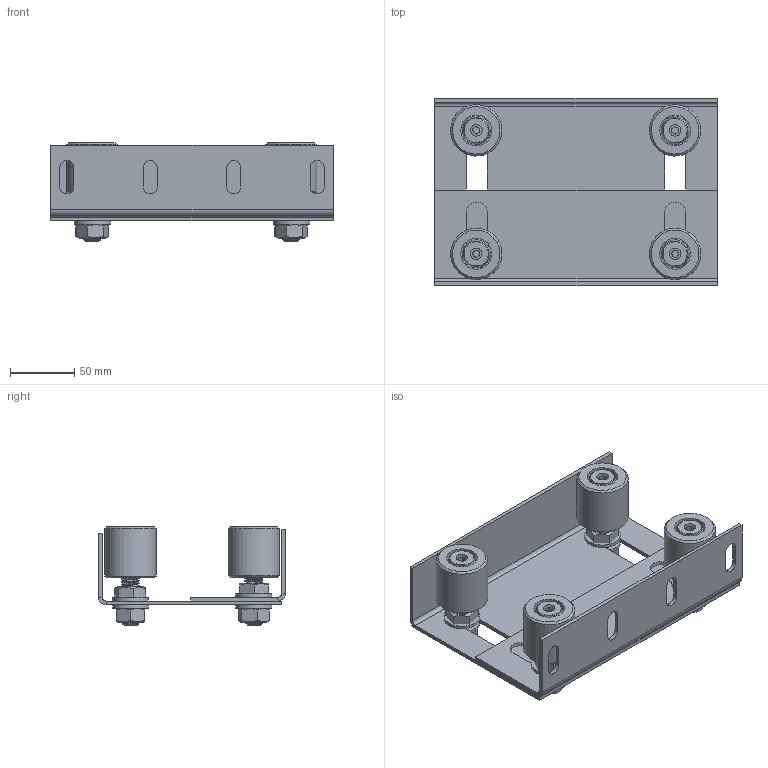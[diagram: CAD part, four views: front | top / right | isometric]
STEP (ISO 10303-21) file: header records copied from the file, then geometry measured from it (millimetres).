
FILE_DESCRIPTION(/* description */ (''),/* implementation_level */ '2;1');
FILE_NAME(/* name */ 'ST00947.stp',/* time_stamp */ '2020-01-29T08:40:13+01:00',/* author */ ('Giuliano'),/* organization */ (''),/* preprocessor_version */ 'ST-DEVELOPER v17.2',/* originating_system */ 'Autodesk Inventor 2019',/* authorisation */ '');
FILE_SCHEMA (('AUTOMOTIVE_DESIGN { 1 0 10303 214 3 1 1 }'));
Products named in the file (1): Pièce1
Bounding box: 220 x 146.01 x 77 mm (x, y, z)
Volume: 444455.9 mm3; surface area: 219299.1 mm2
Topology: 26 solids, 26 shells, 332 faces, 772 edges, 508 vertices
Faces by surface type: plane 184, cylinder 76, cone 52, bspline 12, torus 8
Full cylindrical faces by diameter (mm): 11.835 x8, 15 x4, 15.5 x12, 24 x4, 28 x8, 40 x4
Entity records: 62891 total; most frequent: CARTESIAN_POINT 55103, ORIENTED_EDGE 1532, DIRECTION 1504, EDGE_CURVE 766, AXIS2_PLACEMENT_3D 585, VERTEX_POINT 510, EDGE_LOOP 400, STYLED_ITEM 350
